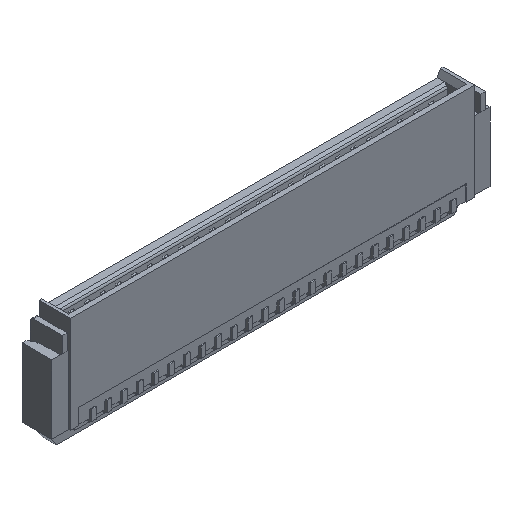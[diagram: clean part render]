
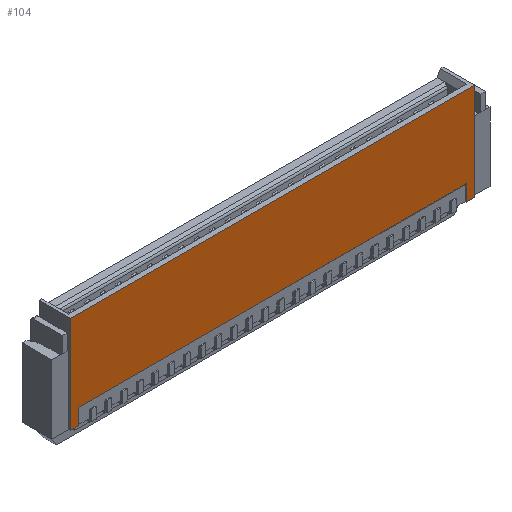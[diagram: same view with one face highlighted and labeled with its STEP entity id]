
A CAD part, isometric view. The second image highlights one B-rep face of the part: STEP entity #104.
In plain terms, the highlighted planar face has unit normal (0, -1, 0).
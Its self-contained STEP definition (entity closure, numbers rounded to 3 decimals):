
#104=ADVANCED_FACE('',(#1012),#1013,.T.);
#1012=FACE_OUTER_BOUND('',#2817,.T.);
#1013=PLANE('',#2818);
#2817=EDGE_LOOP('',(#5019,#5020,#5021,#5022,#5023,#5024,#5025,#5026));
#2818=AXIS2_PLACEMENT_3D('',#5027,#5028,#5029);
#5019=ORIENTED_EDGE('',*,*,#12479,.T.);
#5020=ORIENTED_EDGE('',*,*,#12719,.T.);
#5021=ORIENTED_EDGE('',*,*,#12426,.F.);
#5022=ORIENTED_EDGE('',*,*,#12720,.T.);
#5023=ORIENTED_EDGE('',*,*,#12466,.T.);
#5024=ORIENTED_EDGE('',*,*,#12718,.T.);
#5025=ORIENTED_EDGE('',*,*,#12721,.F.);
#5026=ORIENTED_EDGE('',*,*,#12722,.F.);
#5027=CARTESIAN_POINT('',(-7.0,-0.5,0.0));
#5028=DIRECTION('',(0.0,-1.0,0.0));
#5029=DIRECTION('',(0.0,0.0,-1.0));
#12426=EDGE_CURVE('',#15040,#15042,#15043,.T.);
#12466=EDGE_CURVE('',#15116,#15114,#15117,.T.);
#12479=EDGE_CURVE('',#15140,#15138,#15141,.T.);
#12718=EDGE_CURVE('',#15114,#15579,#15581,.T.);
#12719=EDGE_CURVE('',#15138,#15042,#15582,.T.);
#12720=EDGE_CURVE('',#15040,#15116,#15583,.T.);
#12721=EDGE_CURVE('',#15584,#15579,#15585,.T.);
#12722=EDGE_CURVE('',#15140,#15584,#15586,.T.);
#15040=VERTEX_POINT('',#19392);
#15042=VERTEX_POINT('',#19395);
#15043=LINE('',#19396,#19397);
#15114=VERTEX_POINT('',#19506);
#15116=VERTEX_POINT('',#19509);
#15117=LINE('',#19510,#19511);
#15138=VERTEX_POINT('',#19543);
#15140=VERTEX_POINT('',#19546);
#15141=LINE('',#19547,#19548);
#15579=VERTEX_POINT('',#20205);
#15581=LINE('',#20208,#20209);
#15582=LINE('',#20210,#20211);
#15583=LINE('',#20212,#20213);
#15584=VERTEX_POINT('',#20214);
#15585=LINE('',#20215,#20216);
#15586=LINE('',#20217,#20218);
#19392=CARTESIAN_POINT('',(-6.455,-0.5,0.0));
#19395=CARTESIAN_POINT('',(6.455,-0.5,0.0));
#19396=CARTESIAN_POINT('',(-6.455,-0.5,0.0));
#19397=VECTOR('',#25868,12.91);
#19506=CARTESIAN_POINT('',(-6.185,-0.5,-3.1));
#19509=CARTESIAN_POINT('',(-6.455,-0.5,-3.1));
#19510=CARTESIAN_POINT('',(-6.455,-0.5,-3.1));
#19511=VECTOR('',#25908,0.27);
#19543=CARTESIAN_POINT('',(6.455,-0.5,-3.1));
#19546=CARTESIAN_POINT('',(6.185,-0.5,-3.1));
#19547=CARTESIAN_POINT('',(6.185,-0.5,-3.1));
#19548=VECTOR('',#25921,0.27);
#20205=CARTESIAN_POINT('',(-6.185,-0.5,-2.6));
#20208=CARTESIAN_POINT('',(-6.185,-0.5,-3.1));
#20209=VECTOR('',#26196,0.5);
#20210=CARTESIAN_POINT('',(6.455,-0.5,-3.1));
#20211=VECTOR('',#26197,3.1);
#20212=CARTESIAN_POINT('',(-6.455,-0.5,0.0));
#20213=VECTOR('',#26198,3.1);
#20214=CARTESIAN_POINT('',(6.185,-0.5,-2.6));
#20215=CARTESIAN_POINT('',(6.185,-0.5,-2.6));
#20216=VECTOR('',#26199,12.37);
#20217=CARTESIAN_POINT('',(6.185,-0.5,-3.1));
#20218=VECTOR('',#26200,0.5);
#25868=DIRECTION('',(1.0,0.0,0.0));
#25908=DIRECTION('',(1.0,0.0,0.0));
#25921=DIRECTION('',(1.0,0.0,0.0));
#26196=DIRECTION('',(0.0,0.0,1.0));
#26197=DIRECTION('',(0.0,0.0,1.0));
#26198=DIRECTION('',(0.0,0.0,-1.0));
#26199=DIRECTION('',(-1.0,0.0,0.0));
#26200=DIRECTION('',(0.0,0.0,1.0));
